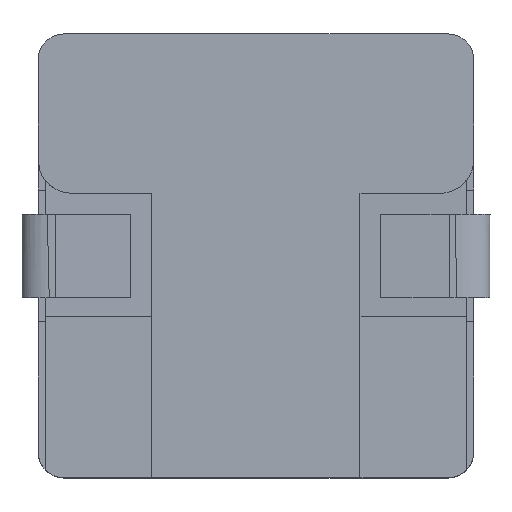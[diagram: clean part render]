
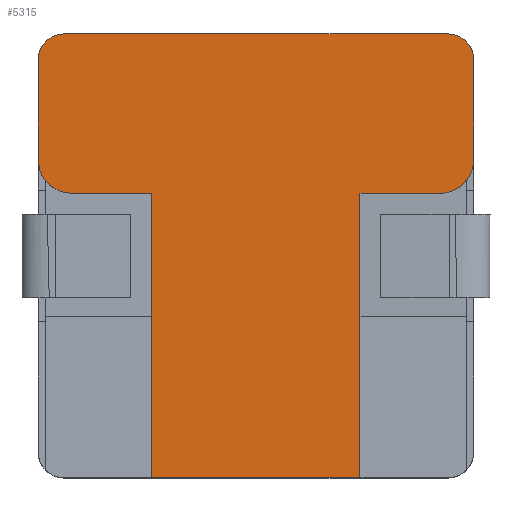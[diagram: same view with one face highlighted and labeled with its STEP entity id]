
A CAD part, top view. The second image highlights one B-rep face of the part: STEP entity #5315.
In plain terms, the highlighted planar face has unit normal (0, 0, 1).
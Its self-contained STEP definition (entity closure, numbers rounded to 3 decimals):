
#33=CIRCLE('',#5529,0.7);
#34=CIRCLE('',#5530,0.7);
#45=(
BOUNDED_CURVE()
B_SPLINE_CURVE(3,(#7195,#7196,#7197,#7198),.CIRCULAR_ARC.,.F.,.F.)
B_SPLINE_CURVE_WITH_KNOTS((4,4),(0.,1.),.UNSPECIFIED.)
CURVE()
GEOMETRIC_REPRESENTATION_ITEM()
RATIONAL_B_SPLINE_CURVE((1.,0.805,0.805,1.))
REPRESENTATION_ITEM('')
);
#48=(
BOUNDED_CURVE()
B_SPLINE_CURVE(3,(#7300,#7301,#7302,#7303),.CIRCULAR_ARC.,.F.,.F.)
B_SPLINE_CURVE_WITH_KNOTS((4,4),(0.,1.),.UNSPECIFIED.)
CURVE()
GEOMETRIC_REPRESENTATION_ITEM()
RATIONAL_B_SPLINE_CURVE((1.,0.805,0.805,1.))
REPRESENTATION_ITEM('')
);
#583=ORIENTED_EDGE('',*,*,#1604,.F.);
#584=ORIENTED_EDGE('',*,*,#1605,.T.);
#585=ORIENTED_EDGE('',*,*,#1606,.F.);
#586=ORIENTED_EDGE('',*,*,#1607,.T.);
#587=ORIENTED_EDGE('',*,*,#1608,.F.);
#588=ORIENTED_EDGE('',*,*,#1558,.F.);
#589=ORIENTED_EDGE('',*,*,#1505,.F.);
#590=ORIENTED_EDGE('',*,*,#1578,.F.);
#591=ORIENTED_EDGE('',*,*,#1609,.F.);
#592=ORIENTED_EDGE('',*,*,#1580,.F.);
#593=ORIENTED_EDGE('',*,*,#1502,.F.);
#594=ORIENTED_EDGE('',*,*,#1603,.F.);
#1502=EDGE_CURVE('',#2047,#2046,#2420,.T.);
#1505=EDGE_CURVE('',#2049,#2048,#2423,.T.);
#1558=EDGE_CURVE('',#2048,#2094,#45,.T.);
#1578=EDGE_CURVE('',#2106,#2049,#2483,.T.);
#1580=EDGE_CURVE('',#2046,#2107,#2485,.T.);
#1603=EDGE_CURVE('',#2119,#2047,#48,.T.);
#1604=EDGE_CURVE('',#2120,#2119,#2505,.T.);
#1605=EDGE_CURVE('',#2120,#2121,#33,.T.);
#1606=EDGE_CURVE('',#2122,#2121,#2506,.T.);
#1607=EDGE_CURVE('',#2122,#2123,#34,.T.);
#1608=EDGE_CURVE('',#2094,#2123,#2507,.T.);
#1609=EDGE_CURVE('',#2107,#2106,#2508,.T.);
#2046=VERTEX_POINT('',#6820);
#2047=VERTEX_POINT('',#6822);
#2048=VERTEX_POINT('',#6826);
#2049=VERTEX_POINT('',#6828);
#2094=VERTEX_POINT('',#7199);
#2106=VERTEX_POINT('',#7241);
#2107=VERTEX_POINT('',#7245);
#2119=VERTEX_POINT('',#7299);
#2120=VERTEX_POINT('',#7306);
#2121=VERTEX_POINT('',#7308);
#2122=VERTEX_POINT('',#7310);
#2123=VERTEX_POINT('',#7312);
#2420=LINE('',#6823,#2785);
#2423=LINE('',#6829,#2788);
#2483=LINE('',#7240,#2848);
#2485=LINE('',#7244,#2850);
#2505=LINE('',#7305,#2870);
#2506=LINE('',#7309,#2871);
#2507=LINE('',#7313,#2872);
#2508=LINE('',#7314,#2873);
#2785=VECTOR('',#5783,1000.);
#2788=VECTOR('',#5788,1000.);
#2848=VECTOR('',#5876,1000.);
#2850=VECTOR('',#5880,1000.);
#2870=VECTOR('',#5920,1000.);
#2871=VECTOR('',#5923,1000.);
#2872=VECTOR('',#5926,1000.);
#2873=VECTOR('',#5927,1000.);
#3148=EDGE_LOOP('',(#583,#584,#585,#586,#587,#588,#589,#590,#591,#592,#593,
#594));
#3391=FACE_BOUND('',#3148,.T.);
#3613=PLANE('',#5528);
#5315=ADVANCED_FACE('',(#3391),#3613,.F.);
#5528=AXIS2_PLACEMENT_3D('',#7304,#5918,#5919);
#5529=AXIS2_PLACEMENT_3D('',#7307,#5921,#5922);
#5530=AXIS2_PLACEMENT_3D('',#7311,#5924,#5925);
#5783=DIRECTION('',(-1.,0.,0.));
#5788=DIRECTION('',(-1.,0.,0.));
#5876=DIRECTION('',(0.,1.,0.));
#5880=DIRECTION('',(0.,-1.,0.));
#5918=DIRECTION('',(0.,0.,-1.));
#5919=DIRECTION('',(0.,1.,0.));
#5920=DIRECTION('',(0.,-1.,0.));
#5921=DIRECTION('',(0.,0.,1.));
#5922=DIRECTION('',(1.,0.,0.));
#5923=DIRECTION('',(1.,0.,0.));
#5924=DIRECTION('',(0.,0.,1.));
#5925=DIRECTION('',(0.,1.,0.));
#5926=DIRECTION('',(0.,1.,0.));
#5927=DIRECTION('',(-1.,0.,0.));
#6820=CARTESIAN_POINT('',(2.862,1.721,5.35));
#6822=CARTESIAN_POINT('',(5.051,1.721,5.35));
#6823=CARTESIAN_POINT('',(5.051,1.721,5.35));
#6826=CARTESIAN_POINT('',(-5.051,1.721,5.35));
#6828=CARTESIAN_POINT('',(-2.862,1.721,5.35));
#6829=CARTESIAN_POINT('',(-2.432,1.721,5.35));
#7195=CARTESIAN_POINT('',(-5.051,1.721,5.35));
#7196=CARTESIAN_POINT('',(-5.599,1.721,5.35));
#7197=CARTESIAN_POINT('',(-5.986,2.096,5.35));
#7198=CARTESIAN_POINT('',(-5.986,2.626,5.35));
#7199=CARTESIAN_POINT('',(-5.986,2.626,5.35));
#7240=CARTESIAN_POINT('',(-2.862,-5.796,5.35));
#7241=CARTESIAN_POINT('',(-2.862,-6.103,5.35));
#7244=CARTESIAN_POINT('',(2.862,1.721,5.35));
#7245=CARTESIAN_POINT('',(2.862,-6.103,5.35));
#7299=CARTESIAN_POINT('',(5.986,2.626,5.35));
#7300=CARTESIAN_POINT('',(5.986,2.626,5.35));
#7301=CARTESIAN_POINT('',(5.986,2.096,5.35));
#7302=CARTESIAN_POINT('',(5.599,1.721,5.35));
#7303=CARTESIAN_POINT('',(5.051,1.721,5.35));
#7304=CARTESIAN_POINT('',(-5.051,2.626,5.35));
#7305=CARTESIAN_POINT('',(5.986,2.626,5.35));
#7306=CARTESIAN_POINT('',(5.986,5.403,5.35));
#7307=CARTESIAN_POINT('',(5.286,5.403,5.35));
#7308=CARTESIAN_POINT('',(5.286,6.103,5.35));
#7309=CARTESIAN_POINT('',(5.051,6.103,5.35));
#7310=CARTESIAN_POINT('',(-5.286,6.103,5.35));
#7311=CARTESIAN_POINT('',(-5.286,5.403,5.35));
#7312=CARTESIAN_POINT('',(-5.986,5.403,5.35));
#7313=CARTESIAN_POINT('',(-5.986,4.89,5.35));
#7314=CARTESIAN_POINT('',(-4.864,-6.103,5.35));
